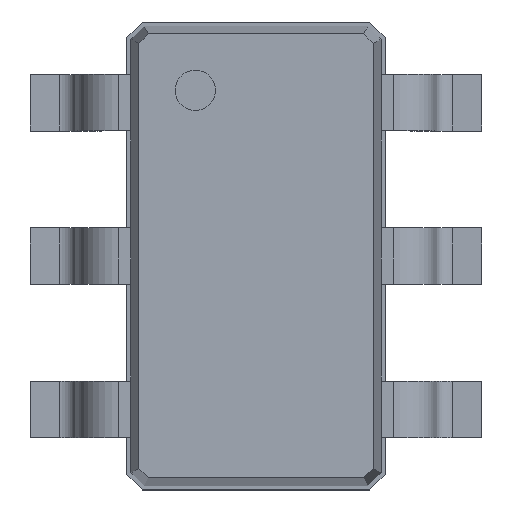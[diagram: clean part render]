
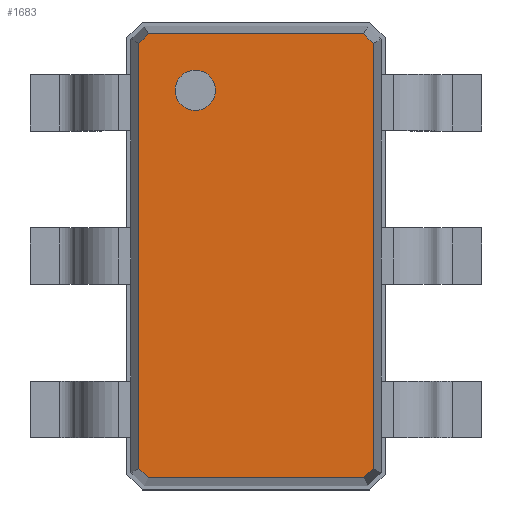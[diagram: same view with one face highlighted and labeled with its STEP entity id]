
A CAD part, top view. The second image highlights one B-rep face of the part: STEP entity #1683.
In plain terms, the highlighted planar face has unit normal (0, 0, 1).
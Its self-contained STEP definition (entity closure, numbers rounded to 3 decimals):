
#13=DIRECTION('',(0.,0.,1.));
#27=VECTOR('',#28,1.);
#28=DIRECTION('',(1.,0.,0.));
#51=VECTOR('',#52,1.);
#52=DIRECTION('',(0.707,-0.707,0.));
#58=VECTOR('',#59,1.);
#59=DIRECTION('',(0.,-1.,0.));
#65=VECTOR('',#66,1.);
#66=DIRECTION('',(-0.707,-0.707,0.));
#72=VECTOR('',#73,1.);
#73=DIRECTION('',(-1.,0.,0.));
#79=VECTOR('',#80,1.);
#80=DIRECTION('',(-0.707,0.707,0.));
#86=VECTOR('',#87,1.);
#87=DIRECTION('',(0.,1.,0.));
#91=VECTOR('',#92,1.);
#92=DIRECTION('',(0.707,0.707,0.));
#691=VERTEX_POINT('',#692);
#692=CARTESIAN_POINT('',(-0.726,1.318,0.95));
#694=ORIENTED_EDGE('',*,*,#695,.F.);
#695=EDGE_CURVE('',#696,#691,#698,.T.);
#696=VERTEX_POINT('',#697);
#697=CARTESIAN_POINT('',(-0.726,-1.318,0.95));
#698=LINE('',#697,#86);
#709=VERTEX_POINT('',#710);
#710=CARTESIAN_POINT('',(-0.668,1.376,0.95));
#712=ORIENTED_EDGE('',*,*,#713,.F.);
#713=EDGE_CURVE('',#691,#709,#714,.T.);
#714=LINE('',#692,#91);
#723=VERTEX_POINT('',#724);
#724=CARTESIAN_POINT('',(0.668,1.376,0.95));
#726=ORIENTED_EDGE('',*,*,#727,.F.);
#727=EDGE_CURVE('',#709,#723,#728,.T.);
#728=LINE('',#710,#27);
#737=VERTEX_POINT('',#738);
#738=CARTESIAN_POINT('',(0.726,1.318,0.95));
#740=ORIENTED_EDGE('',*,*,#741,.F.);
#741=EDGE_CURVE('',#723,#737,#742,.T.);
#742=LINE('',#724,#51);
#775=VERTEX_POINT('',#776);
#776=CARTESIAN_POINT('',(0.726,-1.318,0.95));
#778=ORIENTED_EDGE('',*,*,#779,.F.);
#779=EDGE_CURVE('',#737,#775,#780,.T.);
#780=LINE('',#738,#58);
#1683=ADVANCED_FACE('',(#1684,#1699),#1709,.T.);
#1684=FACE_BOUND('',#1685,.T.);
#1685=EDGE_LOOP('',(#726,#712,#694,#1686,#1691,#1696,#778,#740));
#1686=ORIENTED_EDGE('',*,*,#1687,.F.);
#1687=EDGE_CURVE('',#1688,#696,#1690,.T.);
#1688=VERTEX_POINT('',#1689);
#1689=CARTESIAN_POINT('',(-0.668,-1.376,0.95));
#1690=LINE('',#1689,#79);
#1691=ORIENTED_EDGE('',*,*,#1692,.F.);
#1692=EDGE_CURVE('',#1693,#1688,#1695,.T.);
#1693=VERTEX_POINT('',#1694);
#1694=CARTESIAN_POINT('',(0.668,-1.376,0.95));
#1695=LINE('',#1694,#72);
#1696=ORIENTED_EDGE('',*,*,#1697,.F.);
#1697=EDGE_CURVE('',#775,#1693,#1698,.T.);
#1698=LINE('',#776,#65);
#1699=FACE_BOUND('',#1700,.T.);
#1700=EDGE_LOOP('',(#1701));
#1701=ORIENTED_EDGE('',*,*,#1702,.T.);
#1702=EDGE_CURVE('',#1703,#1703,#1705,.T.);
#1703=VERTEX_POINT('',#1704);
#1704=CARTESIAN_POINT('',(-0.376,0.901,0.95));
#1705=CIRCLE('',#1706,0.125);
#1706=AXIS2_PLACEMENT_3D('',#1707,#1708,#59);
#1707=CARTESIAN_POINT('',(-0.376,1.026,0.95));
#1708=DIRECTION('',(0.,-0.,-1.));
#1709=PLANE('',#1710);
#1710=AXIS2_PLACEMENT_3D('',#710,#13,#1711);
#1711=DIRECTION('',(0.437,-0.9,0.));
